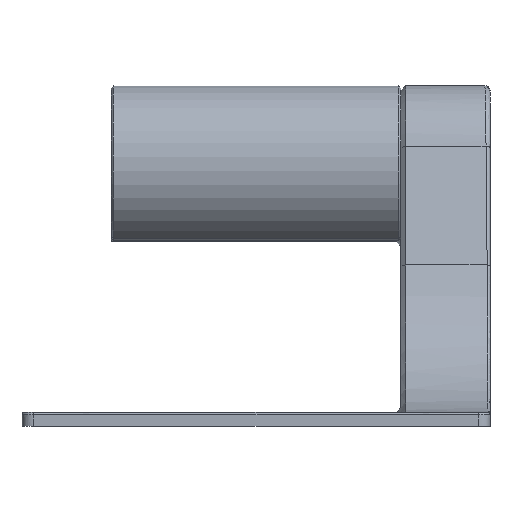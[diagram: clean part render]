
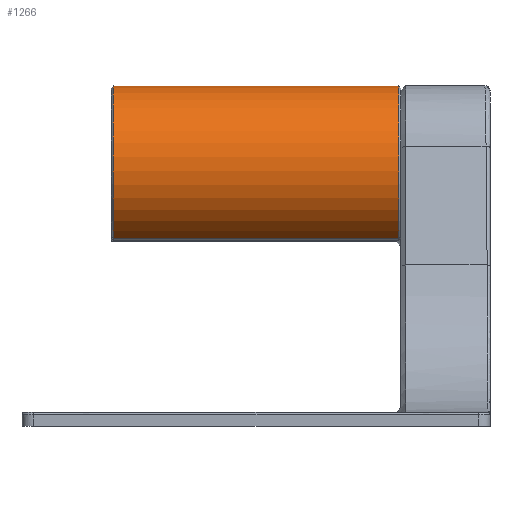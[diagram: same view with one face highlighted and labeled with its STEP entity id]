
A CAD part, front view. The second image highlights one B-rep face of the part: STEP entity #1266.
In plain terms, the highlighted cylindrical face has radius 34.925 mm (diameter 69.85 mm), a partial arc.
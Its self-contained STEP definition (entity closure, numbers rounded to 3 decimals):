
#49=CYLINDRICAL_SURFACE('',#1409,34.925);
#203=FACE_OUTER_BOUND('',#289,.T.);
#289=EDGE_LOOP('',(#1140,#1141,#1142,#1143));
#330=CIRCLE('',#1380,34.925);
#340=CIRCLE('',#1398,34.925);
#424=LINE('',#2833,#512);
#429=LINE('',#2846,#517);
#512=VECTOR('',#1708,10.);
#517=VECTOR('',#1725,10.);
#608=VERTEX_POINT('',#2765);
#610=VERTEX_POINT('',#2771);
#624=VERTEX_POINT('',#2812);
#626=VERTEX_POINT('',#2818);
#770=EDGE_CURVE('',#610,#608,#330,.T.);
#793=EDGE_CURVE('',#624,#626,#340,.T.);
#799=EDGE_CURVE('',#608,#624,#424,.T.);
#806=EDGE_CURVE('',#626,#610,#429,.T.);
#1140=ORIENTED_EDGE('',*,*,#770,.F.);
#1141=ORIENTED_EDGE('',*,*,#806,.F.);
#1142=ORIENTED_EDGE('',*,*,#793,.F.);
#1143=ORIENTED_EDGE('',*,*,#799,.F.);
#1266=ADVANCED_FACE('',(#203),#49,.T.);
#1380=AXIS2_PLACEMENT_3D('',#2773,#1646,#1647);
#1398=AXIS2_PLACEMENT_3D('',#2822,#1693,#1694);
#1409=AXIS2_PLACEMENT_3D('',#2845,#1723,#1724);
#1646=DIRECTION('center_axis',(1.,0.,0.));
#1647=DIRECTION('ref_axis',(0.,1.,0.));
#1693=DIRECTION('center_axis',(-1.,0.,0.));
#1694=DIRECTION('ref_axis',(0.,1.,0.));
#1708=DIRECTION('',(-1.,0.,0.));
#1723=DIRECTION('center_axis',(-1.,0.,0.));
#1724=DIRECTION('ref_axis',(0.,0.,1.));
#1725=DIRECTION('',(1.,0.,0.));
#2765=CARTESIAN_POINT('',(160.9,209.556,75.208));
#2771=CARTESIAN_POINT('',(160.9,243.344,75.208));
#2773=CARTESIAN_POINT('Origin',(160.9,226.45,105.775));
#2812=CARTESIAN_POINT('',(39.1,209.556,75.208));
#2818=CARTESIAN_POINT('',(39.1,243.344,75.208));
#2822=CARTESIAN_POINT('Origin',(39.1,226.45,105.775));
#2833=CARTESIAN_POINT('',(161.9,209.556,75.208));
#2845=CARTESIAN_POINT('Origin',(161.9,226.45,105.775));
#2846=CARTESIAN_POINT('',(161.9,243.344,75.208));
